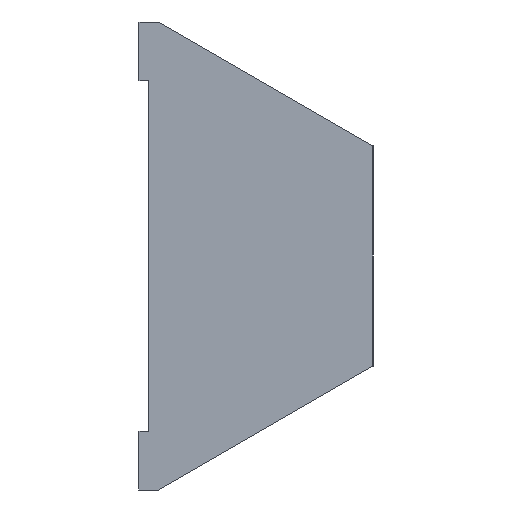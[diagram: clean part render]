
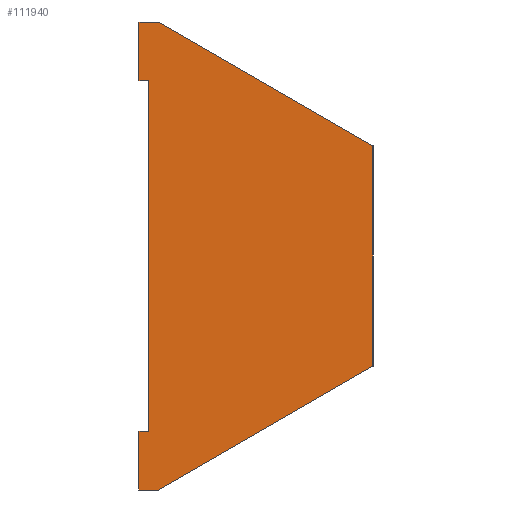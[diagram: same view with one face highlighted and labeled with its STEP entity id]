
A CAD part, left-side view. The second image highlights one B-rep face of the part: STEP entity #111940.
In plain terms, the highlighted planar face has unit normal (-1, 0, 0).
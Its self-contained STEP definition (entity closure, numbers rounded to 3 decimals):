
#1687 = LINE ( 'NONE', #71647, #1690 ) ;
#1690 = VECTOR ( 'NONE', #71649, 1000. ) ;
#1695 = LINE ( 'NONE', #71655, #1698 ) ;
#1698 = VECTOR ( 'NONE', #71656, 1000. ) ;
#1701 = LINE ( 'NONE', #71661, #1704 ) ;
#1704 = VECTOR ( 'NONE', #71662, 1000. ) ;
#1707 = LINE ( 'NONE', #71667, #1710 ) ;
#1710 = VECTOR ( 'NONE', #71668, 1000. ) ;
#1713 = LINE ( 'NONE', #71673, #1716 ) ;
#1716 = VECTOR ( 'NONE', #71674, 1000. ) ;
#1719 = LINE ( 'NONE', #71678, #1722 ) ;
#1722 = VECTOR ( 'NONE', #71676, 1000. ) ;
#1725 = LINE ( 'NONE', #71683, #1728 ) ;
#1728 = VECTOR ( 'NONE', #71686, 1000. ) ;
#1731 = LINE ( 'NONE', #71689, #1734 ) ;
#1734 = VECTOR ( 'NONE', #71692, 1000. ) ;
#1735 = LINE ( 'NONE', #71693, #1738 ) ;
#1738 = VECTOR ( 'NONE', #71699, 1000. ) ;
#7010 = EDGE_CURVE ( 'NONE', #71188, #108449, #8606, .T. ) ;
#7019 = EDGE_CURVE ( 'NONE', #125651, #70815, #8621, .T. ) ;
#8052 = EDGE_CURVE ( 'NONE', #47528, #47536, #1687, .T. ) ;
#8061 = EDGE_CURVE ( 'NONE', #47536, #47554, #1695, .T. ) ;
#8067 = EDGE_CURVE ( 'NONE', #47554, #47509, #1701, .T. ) ;
#8074 = EDGE_CURVE ( 'NONE', #47509, #47630, #1707, .T. ) ;
#8080 = EDGE_CURVE ( 'NONE', #47630, #47505, #1713, .T. ) ;
#8090 = EDGE_CURVE ( 'NONE', #47505, #47500, #1719, .T. ) ;
#8099 = EDGE_CURVE ( 'NONE', #47500, #47492, #1725, .T. ) ;
#8108 = EDGE_CURVE ( 'NONE', #47492, #125651, #1731, .T. ) ;
#8116 = EDGE_CURVE ( 'NONE', #108449, #47528, #1735, .T. ) ;
#8606 = LINE ( 'NONE', #19047, #8616 ) ;
#8616 = VECTOR ( 'NONE', #19054, 1000. ) ;
#8621 = LINE ( 'NONE', #19057, #8631 ) ;
#8631 = VECTOR ( 'NONE', #19062, 1000. ) ;
#14055 = CARTESIAN_POINT ( 'NONE',  ( -250., 12., 6.351 ) ) ;
#14060 = PLANE ( 'NONE',  #89237 ) ;
#14064 = DIRECTION ( 'NONE',  ( 1., 0., 0. ) ) ;
#14066 = DIRECTION ( 'NONE',  ( 0., 0., -1. ) ) ;
#19047 = CARTESIAN_POINT ( 'NONE',  ( -250., 11.5, -14.649 ) ) ;
#19054 = DIRECTION ( 'NONE',  ( 0., 0., 1. ) ) ;
#19057 = CARTESIAN_POINT ( 'NONE',  ( -250., 11.5, -14.649 ) ) ;
#19062 = DIRECTION ( 'NONE',  ( 0., 0., 1. ) ) ;
#36044 = ORIENTED_EDGE ( 'NONE', *, *, #52206, .T. ) ;
#36045 = ORIENTED_EDGE ( 'NONE', *, *, #7010, .F. ) ;
#36046 = ORIENTED_EDGE ( 'NONE', *, *, #8116, .F. ) ;
#36047 = ORIENTED_EDGE ( 'NONE', *, *, #8052, .F. ) ;
#36048 = ORIENTED_EDGE ( 'NONE', *, *, #8061, .F. ) ;
#36049 = ORIENTED_EDGE ( 'NONE', *, *, #8067, .F. ) ;
#36050 = ORIENTED_EDGE ( 'NONE', *, *, #8074, .F. ) ;
#36051 = ORIENTED_EDGE ( 'NONE', *, *, #8080, .F. ) ;
#36052 = ORIENTED_EDGE ( 'NONE', *, *, #8090, .F. ) ;
#36053 = ORIENTED_EDGE ( 'NONE', *, *, #8099, .F. ) ;
#36054 = ORIENTED_EDGE ( 'NONE', *, *, #8108, .F. ) ;
#36055 = ORIENTED_EDGE ( 'NONE', *, *, #7019, .F. ) ;
#36056 = ORIENTED_EDGE ( 'NONE', *, *, #52205, .T. ) ;
#36057 = ORIENTED_EDGE ( 'NONE', *, *, #52204, .F. ) ;
#40064 = CARTESIAN_POINT ( 'NONE',  ( -250., 11.499, -3.649 ) ) ;
#40069 = CARTESIAN_POINT ( 'NONE',  ( -250., 11.499, -13.649 ) ) ;
#40075 = CARTESIAN_POINT ( 'NONE',  ( -250., 12., -17.649 ) ) ;
#40079 = CARTESIAN_POINT ( 'NONE',  ( -250., 12., -14.649 ) ) ;
#40082 = CARTESIAN_POINT ( 'NONE',  ( -250., 11., -17.649 ) ) ;
#40084 = CARTESIAN_POINT ( 'NONE',  ( -250., 0., 0. ) ) ;
#40094 = CARTESIAN_POINT ( 'NONE',  ( -250., 12., 3.351 ) ) ;
#40097 = CARTESIAN_POINT ( 'NONE',  ( -250., 12., 6.351 ) ) ;
#40103 = CARTESIAN_POINT ( 'NONE',  ( -250., 11., 6.351 ) ) ;
#40136 = CARTESIAN_POINT ( 'NONE',  ( -250., 0., -11.298 ) ) ;
#45117 = CARTESIAN_POINT ( 'NONE',  ( -250., 11.499, 6.351 ) ) ;
#45122 = CARTESIAN_POINT ( 'NONE',  ( -250., 12., -13.649 ) ) ;
#45126 = CARTESIAN_POINT ( 'NONE',  ( -250., 12., -3.649 ) ) ;
#45128 = DIRECTION ( 'NONE',  ( 0., 0., 1. ) ) ;
#45133 = DIRECTION ( 'NONE',  ( 0., 1., 0. ) ) ;
#45137 = DIRECTION ( 'NONE',  ( 0., -1., 0. ) ) ;
#46261 = LINE ( 'NONE', #45117, #46266 ) ;
#46263 = LINE ( 'NONE', #45122, #46268 ) ;
#46265 = LINE ( 'NONE', #45126, #46270 ) ;
#46266 = VECTOR ( 'NONE', #45128, 1000. ) ;
#46268 = VECTOR ( 'NONE', #45133, 1000. ) ;
#46270 = VECTOR ( 'NONE', #45137, 1000. ) ;
#47456 = VERTEX_POINT ( 'NONE', #40064 ) ;
#47472 = VERTEX_POINT ( 'NONE', #40069 ) ;
#47492 = VERTEX_POINT ( 'NONE', #40079 ) ;
#47500 = VERTEX_POINT ( 'NONE', #40075 ) ;
#47505 = VERTEX_POINT ( 'NONE', #40082 ) ;
#47509 = VERTEX_POINT ( 'NONE', #40084 ) ;
#47528 = VERTEX_POINT ( 'NONE', #40094 ) ;
#47536 = VERTEX_POINT ( 'NONE', #40097 ) ;
#47554 = VERTEX_POINT ( 'NONE', #40103 ) ;
#47630 = VERTEX_POINT ( 'NONE', #40136 ) ;
#52204 = EDGE_CURVE ( 'NONE', #47472, #47456, #46261, .T. ) ;
#52205 = EDGE_CURVE ( 'NONE', #47472, #70815, #46263, .T. ) ;
#52206 = EDGE_CURVE ( 'NONE', #71188, #47456, #46265, .T. ) ;
#70815 = VERTEX_POINT ( 'NONE', #88150 ) ;
#71188 = VERTEX_POINT ( 'NONE', #88765 ) ;
#71647 = CARTESIAN_POINT ( 'NONE',  ( -250., 12., 3.351 ) ) ;
#71649 = DIRECTION ( 'NONE',  ( 0., 0., 1. ) ) ;
#71655 = CARTESIAN_POINT ( 'NONE',  ( -250., 12., 6.351 ) ) ;
#71656 = DIRECTION ( 'NONE',  ( 0., -1., 0. ) ) ;
#71661 = CARTESIAN_POINT ( 'NONE',  ( -250., 11., 6.351 ) ) ;
#71662 = DIRECTION ( 'NONE',  ( 0., -0.866, -0.5 ) ) ;
#71667 = CARTESIAN_POINT ( 'NONE',  ( -250., 0., 0. ) ) ;
#71668 = DIRECTION ( 'NONE',  ( 0., 0., -1. ) ) ;
#71673 = CARTESIAN_POINT ( 'NONE',  ( -250., 11., -17.649 ) ) ;
#71674 = DIRECTION ( 'NONE',  ( 0., 0.866, -0.5 ) ) ;
#71676 = DIRECTION ( 'NONE',  ( 0., 1., 0. ) ) ;
#71678 = CARTESIAN_POINT ( 'NONE',  ( -250., 11., -17.649 ) ) ;
#71683 = CARTESIAN_POINT ( 'NONE',  ( -250., 12., -17.649 ) ) ;
#71686 = DIRECTION ( 'NONE',  ( 0., 0., 1. ) ) ;
#71689 = CARTESIAN_POINT ( 'NONE',  ( -250., 12., -14.649 ) ) ;
#71692 = DIRECTION ( 'NONE',  ( 0., -1., 0. ) ) ;
#71693 = CARTESIAN_POINT ( 'NONE',  ( -250., 11.5, 3.351 ) ) ;
#71699 = DIRECTION ( 'NONE',  ( 0., 1., 0. ) ) ;
#71749 = CARTESIAN_POINT ( 'NONE',  ( -250., 11.5, 3.351 ) ) ;
#88150 = CARTESIAN_POINT ( 'NONE',  ( -250., 11.5, -13.649 ) ) ;
#88765 = CARTESIAN_POINT ( 'NONE',  ( -250., 11.5, -3.649 ) ) ;
#89237 = AXIS2_PLACEMENT_3D ( 'NONE', #14055, #14064, #14066 ) ;
#93131 = FACE_OUTER_BOUND ( 'NONE', #125979, .T. ) ;
#104967 = CARTESIAN_POINT ( 'NONE',  ( -250., 11.5, -14.649 ) ) ;
#108449 = VERTEX_POINT ( 'NONE', #71749 ) ;
#111940 = ADVANCED_FACE ( 'NONE', ( #93131 ), #14060, .F. ) ;
#125651 = VERTEX_POINT ( 'NONE', #104967 ) ;
#125979 = EDGE_LOOP ( 'NONE', ( #36057, #36056, #36055, #36054, #36053, #36052, #36051, #36050, #36049, #36048, #36047, #36046, #36045, #36044 ) ) ;
